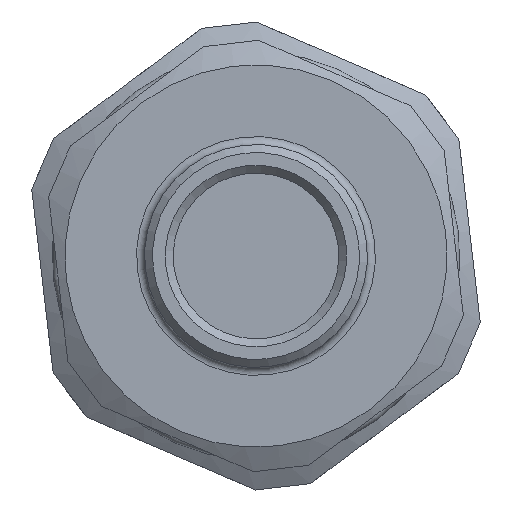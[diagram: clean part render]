
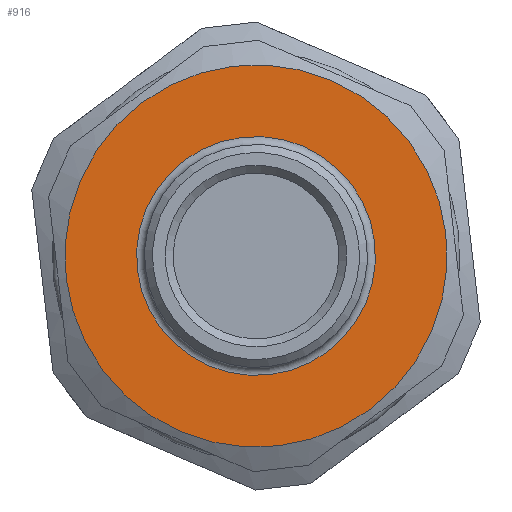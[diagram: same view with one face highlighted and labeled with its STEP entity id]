
A CAD part, front view. The second image highlights one B-rep face of the part: STEP entity #916.
In plain terms, the highlighted planar face has unit normal (0, -1, 0).
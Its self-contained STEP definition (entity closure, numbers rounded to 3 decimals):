
#81=FACE_BOUND('',#204,.T.);
#101=PLANE('',#1015);
#147=FACE_OUTER_BOUND('',#203,.T.);
#203=EDGE_LOOP('',(#690));
#204=EDGE_LOOP('',(#691));
#260=CIRCLE('',#1014,7.5);
#261=CIRCLE('',#1016,12.);
#397=VERTEX_POINT('',#1643);
#398=VERTEX_POINT('',#1647);
#509=EDGE_CURVE('',#397,#397,#260,.T.);
#510=EDGE_CURVE('',#398,#398,#261,.T.);
#690=ORIENTED_EDGE('',*,*,#510,.F.);
#691=ORIENTED_EDGE('',*,*,#509,.T.);
#916=ADVANCED_FACE('',(#147,#81),#101,.T.);
#1014=AXIS2_PLACEMENT_3D('',#1645,#1173,#1174);
#1015=AXIS2_PLACEMENT_3D('',#1646,#1175,#1176);
#1016=AXIS2_PLACEMENT_3D('',#1648,#1177,#1178);
#1173=DIRECTION('center_axis',(0.,1.,0.));
#1174=DIRECTION('ref_axis',(-0.802,0.,-0.597));
#1175=DIRECTION('center_axis',(0.,-1.,0.));
#1176=DIRECTION('ref_axis',(0.597,0.,-0.802));
#1177=DIRECTION('center_axis',(0.,1.,0.));
#1178=DIRECTION('ref_axis',(-0.802,0.,-0.597));
#1643=CARTESIAN_POINT('',(90.447,-14.674,77.755));
#1645=CARTESIAN_POINT('Origin',(85.969,-14.674,83.772));
#1646=CARTESIAN_POINT('Origin',(78.147,-14.674,77.95));
#1647=CARTESIAN_POINT('',(95.595,-14.674,90.936));
#1648=CARTESIAN_POINT('Origin',(85.969,-14.674,83.772));
